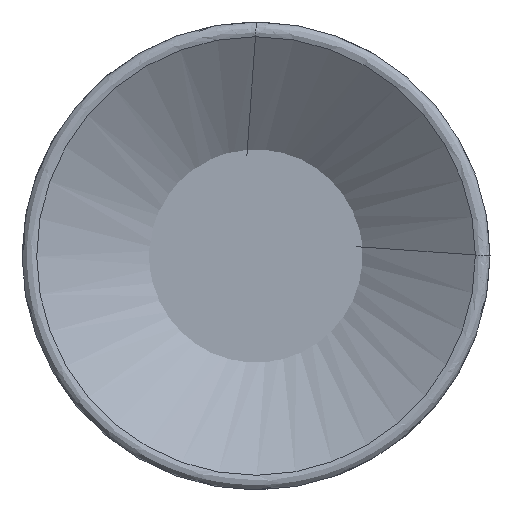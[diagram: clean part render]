
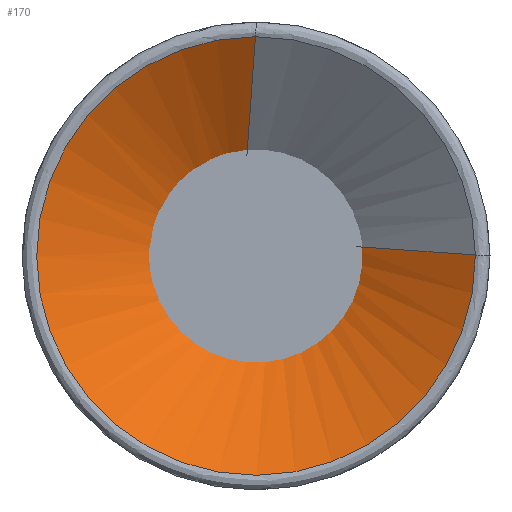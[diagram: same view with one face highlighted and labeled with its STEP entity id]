
A CAD part, left-side view. The second image highlights one B-rep face of the part: STEP entity #170.
In plain terms, the highlighted free-form (B-spline) face has degree [1, 3] with [2, 7] control points.
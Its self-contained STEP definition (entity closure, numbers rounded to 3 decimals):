
#41=(
BOUNDED_SURFACE()
B_SPLINE_SURFACE(1,3,((#880,#881,#882,#883,#884,#885,#886),(#887,#888,#889,
#890,#891,#892,#893)),.UNSPECIFIED.,.F.,.F.,.F.)
B_SPLINE_SURFACE_WITH_KNOTS((2,2),(4,3,4),(0.,1.),(0.,0.5,1.),
 .UNSPECIFIED.)
GEOMETRIC_REPRESENTATION_ITEM()
RATIONAL_B_SPLINE_SURFACE(((1.,0.588,0.588,1.,0.588,
0.588,1.),(1.,0.588,0.588,1.,0.588,
0.588,1.)))
REPRESENTATION_ITEM('')
SURFACE()
);
#56=LINE('',#878,#64);
#57=LINE('',#879,#65);
#64=VECTOR('',#668,1.);
#65=VECTOR('',#669,1.);
#170=ADVANCED_FACE('',(#191),#41,.F.);
#191=FACE_OUTER_BOUND('',#247,.T.);
#247=EDGE_LOOP('',(#318,#319,#320,#321));
#318=ORIENTED_EDGE('',*,*,#433,.F.);
#319=ORIENTED_EDGE('',*,*,#434,.F.);
#320=ORIENTED_EDGE('',*,*,#430,.T.);
#321=ORIENTED_EDGE('',*,*,#435,.F.);
#390=VERTEX_POINT('',#843);
#391=VERTEX_POINT('',#844);
#392=VERTEX_POINT('',#876);
#393=VERTEX_POINT('',#877);
#430=EDGE_CURVE('',#390,#391,#478,.T.);
#433=EDGE_CURVE('',#392,#393,#479,.T.);
#434=EDGE_CURVE('',#390,#392,#56,.T.);
#435=EDGE_CURVE('',#393,#391,#57,.T.);
#478=CIRCLE('',#540,3.846);
#479=CIRCLE('',#543,9.373);
#540=AXIS2_PLACEMENT_3D('',#842,#660,#661);
#543=AXIS2_PLACEMENT_3D('',#875,#666,#667);
#660=DIRECTION('',(1.,0.,0.));
#661=DIRECTION('',(0.,-0.994,0.112));
#666=DIRECTION('',(1.,0.,0.));
#667=DIRECTION('',(0.,-1.,0.005));
#668=DIRECTION('',(-0.571,-0.819,-0.057));
#669=DIRECTION('',(0.571,0.059,-0.819));
#842=CARTESIAN_POINT('',(4.306,0.,0.));
#843=CARTESIAN_POINT('',(4.306,-3.822,0.432));
#844=CARTESIAN_POINT('',(4.306,0.424,3.823));
#875=CARTESIAN_POINT('',(0.439,0.,0.));
#876=CARTESIAN_POINT('',(0.439,-9.373,0.044));
#877=CARTESIAN_POINT('',(0.439,0.024,9.373));
#878=CARTESIAN_POINT('',(4.306,-3.822,0.432));
#879=CARTESIAN_POINT('',(4.306,0.424,3.823));
#880=CARTESIAN_POINT('',(4.306,-3.822,0.432));
#881=CARTESIAN_POINT('',(4.306,-4.275,-3.571));
#882=CARTESIAN_POINT('',(4.306,-0.748,-5.52));
#883=CARTESIAN_POINT('',(4.306,2.4,-3.006));
#884=CARTESIAN_POINT('',(4.306,5.549,-0.491));
#885=CARTESIAN_POINT('',(4.306,4.428,3.379));
#886=CARTESIAN_POINT('',(4.306,0.424,3.823));
#887=CARTESIAN_POINT('',(0.439,-9.373,0.044));
#888=CARTESIAN_POINT('',(0.439,-9.419,-9.775));
#889=CARTESIAN_POINT('',(0.439,-0.364,-13.57));
#890=CARTESIAN_POINT('',(0.439,6.604,-6.652));
#891=CARTESIAN_POINT('',(0.439,13.572,0.266));
#892=CARTESIAN_POINT('',(0.439,9.842,9.349));
#893=CARTESIAN_POINT('',(0.439,0.024,9.373));
